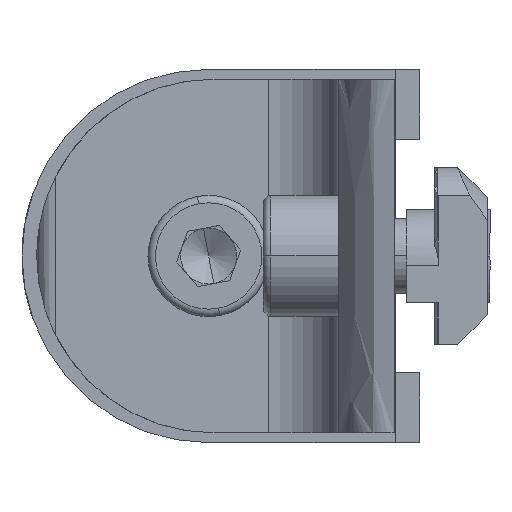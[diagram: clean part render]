
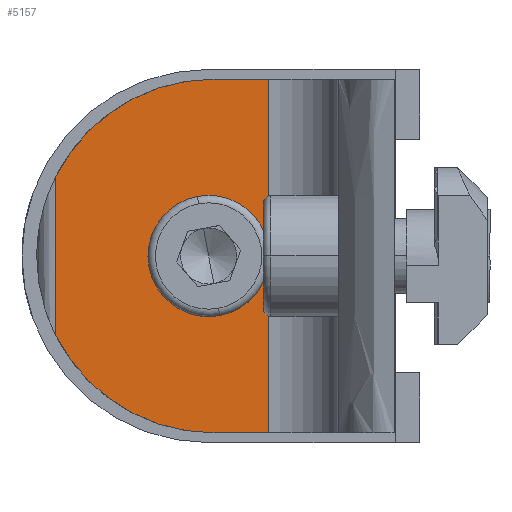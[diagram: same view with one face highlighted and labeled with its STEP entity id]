
A CAD part, left-side view. The second image highlights one B-rep face of the part: STEP entity #5157.
In plain terms, the highlighted planar face has unit normal (-1, 0, 0).
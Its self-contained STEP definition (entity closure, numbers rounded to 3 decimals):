
#132 = EDGE_CURVE ( 'NONE', #650, #1945, #5131, .T. ) ;
#368 = VECTOR ( 'NONE', #5200, 1000. ) ;
#432 = DIRECTION ( 'NONE',  ( 0., -1., 0. ) ) ;
#470 = DIRECTION ( 'NONE',  ( 0., 1., 0. ) ) ;
#587 = EDGE_LOOP ( 'NONE', ( #2091, #3582 ) ) ;
#624 = EDGE_CURVE ( 'NONE', #7225, #5362, #2803, .T. ) ;
#650 = VERTEX_POINT ( 'NONE', #7127 ) ;
#765 = ORIENTED_EDGE ( 'NONE', *, *, #7025, .T. ) ;
#806 = DIRECTION ( 'NONE',  ( 1., 0., 0. ) ) ;
#961 = CARTESIAN_POINT ( 'NONE',  ( -6., 36.3, 10.515 ) ) ;
#973 = DIRECTION ( 'NONE',  ( 0., -1., 0. ) ) ;
#993 = CARTESIAN_POINT ( 'NONE',  ( -6., 6., 37.9 ) ) ;
#1304 = AXIS2_PLACEMENT_3D ( 'NONE', #4671, #6369, #470 ) ;
#1477 = CIRCLE ( 'NONE', #3079, 19. ) ;
#1658 = CARTESIAN_POINT ( 'NONE',  ( -6., 13.5, 0. ) ) ;
#1819 = LINE ( 'NONE', #2360, #2976 ) ;
#1945 = VERTEX_POINT ( 'NONE', #2182 ) ;
#1980 = EDGE_CURVE ( 'NONE', #7296, #2621, #1477, .T. ) ;
#2025 = CARTESIAN_POINT ( 'NONE',  ( -6., 13.5, 37.9 ) ) ;
#2091 = ORIENTED_EDGE ( 'NONE', *, *, #4966, .T. ) ;
#2134 = LINE ( 'NONE', #4497, #2632 ) ;
#2155 = DIRECTION ( 'NONE',  ( 0., 1., 0. ) ) ;
#2182 = CARTESIAN_POINT ( 'NONE',  ( -6., 36.3, 27.385 ) ) ;
#2206 = ORIENTED_EDGE ( 'NONE', *, *, #132, .T. ) ;
#2216 = DIRECTION ( 'NONE',  ( -1., 0., 0. ) ) ;
#2308 = CARTESIAN_POINT ( 'NONE',  ( -6., 19.875, 18.95 ) ) ;
#2360 = CARTESIAN_POINT ( 'NONE',  ( -6., 36.3, 37.9 ) ) ;
#2621 = VERTEX_POINT ( 'NONE', #6261 ) ;
#2632 = VECTOR ( 'NONE', #973, 1000. ) ;
#2655 = CARTESIAN_POINT ( 'NONE',  ( -6., 19.875, 18.95 ) ) ;
#2803 = LINE ( 'NONE', #7506, #368 ) ;
#2873 = CIRCLE ( 'NONE', #3863, 4.175 ) ;
#2955 = AXIS2_PLACEMENT_3D ( 'NONE', #5167, #7515, #4003 ) ;
#2976 = VECTOR ( 'NONE', #4879, 1000. ) ;
#3040 = AXIS2_PLACEMENT_3D ( 'NONE', #2655, #806, #6790 ) ;
#3079 = AXIS2_PLACEMENT_3D ( 'NONE', #5122, #2216, #3324 ) ;
#3117 = VECTOR ( 'NONE', #432, 1000. ) ;
#3324 = DIRECTION ( 'NONE',  ( 0., 1., 0. ) ) ;
#3474 = EDGE_CURVE ( 'NONE', #6051, #3959, #2873, .T. ) ;
#3526 = EDGE_CURVE ( 'NONE', #650, #5362, #6368, .T. ) ;
#3582 = ORIENTED_EDGE ( 'NONE', *, *, #3474, .T. ) ;
#3693 = ORIENTED_EDGE ( 'NONE', *, *, #3773, .T. ) ;
#3773 = EDGE_CURVE ( 'NONE', #2621, #7225, #2134, .T. ) ;
#3863 = AXIS2_PLACEMENT_3D ( 'NONE', #2308, #5834, #2155 ) ;
#3959 = VERTEX_POINT ( 'NONE', #4183 ) ;
#3960 = PLANE ( 'NONE',  #2955 ) ;
#4003 = DIRECTION ( 'NONE',  ( 0., 1., 0. ) ) ;
#4183 = CARTESIAN_POINT ( 'NONE',  ( -6., 24.05, 18.95 ) ) ;
#4316 = CARTESIAN_POINT ( 'NONE',  ( -6., 15.7, 18.95 ) ) ;
#4497 = CARTESIAN_POINT ( 'NONE',  ( -6., 6., 0. ) ) ;
#4548 = FACE_BOUND ( 'NONE', #587, .T. ) ;
#4671 = CARTESIAN_POINT ( 'NONE',  ( -6., 19.3, 18.9 ) ) ;
#4834 = ORIENTED_EDGE ( 'NONE', *, *, #624, .T. ) ;
#4879 = DIRECTION ( 'NONE',  ( 0., 0., -1. ) ) ;
#4966 = EDGE_CURVE ( 'NONE', #3959, #6051, #7599, .T. ) ;
#5122 = CARTESIAN_POINT ( 'NONE',  ( -6., 19.3, 19. ) ) ;
#5131 = CIRCLE ( 'NONE', #1304, 19. ) ;
#5157 = ADVANCED_FACE ( 'NONE', ( #4548, #6901 ), #3960, .F. ) ;
#5167 = CARTESIAN_POINT ( 'NONE',  ( -6., 6., 37.9 ) ) ;
#5200 = DIRECTION ( 'NONE',  ( 0., 0., 1. ) ) ;
#5362 = VERTEX_POINT ( 'NONE', #2025 ) ;
#5834 = DIRECTION ( 'NONE',  ( 1., 0., 0. ) ) ;
#6051 = VERTEX_POINT ( 'NONE', #4316 ) ;
#6261 = CARTESIAN_POINT ( 'NONE',  ( -6., 19.3, 0. ) ) ;
#6368 = LINE ( 'NONE', #993, #3117 ) ;
#6369 = DIRECTION ( 'NONE',  ( -1., 0., 0. ) ) ;
#6712 = ORIENTED_EDGE ( 'NONE', *, *, #1980, .T. ) ;
#6790 = DIRECTION ( 'NONE',  ( 0., 1., 0. ) ) ;
#6901 = FACE_OUTER_BOUND ( 'NONE', #7159, .T. ) ;
#7025 = EDGE_CURVE ( 'NONE', #1945, #7296, #1819, .T. ) ;
#7127 = CARTESIAN_POINT ( 'NONE',  ( -6., 19.3, 37.9 ) ) ;
#7159 = EDGE_LOOP ( 'NONE', ( #7353, #2206, #765, #6712, #3693, #4834 ) ) ;
#7225 = VERTEX_POINT ( 'NONE', #1658 ) ;
#7296 = VERTEX_POINT ( 'NONE', #961 ) ;
#7353 = ORIENTED_EDGE ( 'NONE', *, *, #3526, .F. ) ;
#7506 = CARTESIAN_POINT ( 'NONE',  ( -6., 13.5, 37.9 ) ) ;
#7515 = DIRECTION ( 'NONE',  ( 1., 0., 0. ) ) ;
#7599 = CIRCLE ( 'NONE', #3040, 4.175 ) ;
